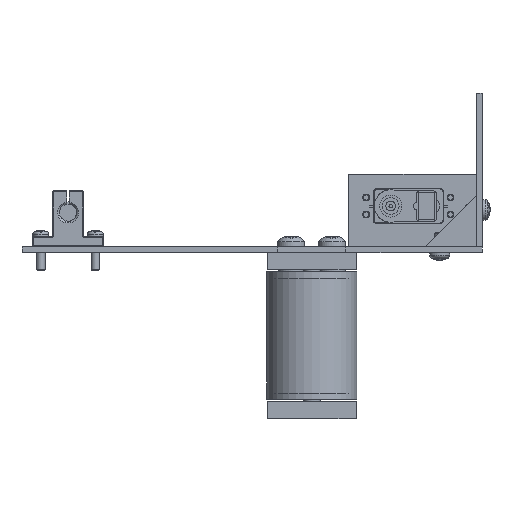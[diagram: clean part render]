
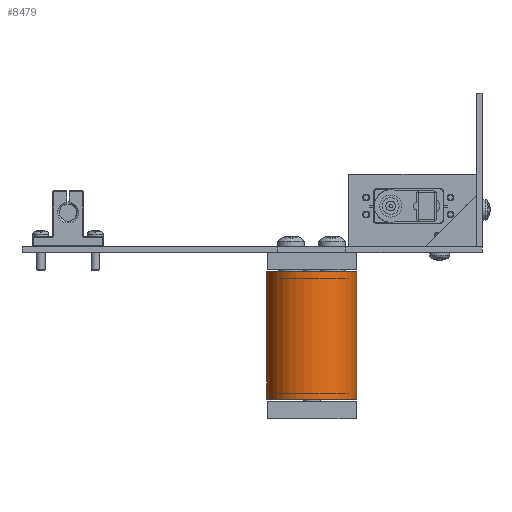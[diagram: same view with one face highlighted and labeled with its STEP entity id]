
A CAD part, left-side view. The second image highlights one B-rep face of the part: STEP entity #8479.
In plain terms, the highlighted cylindrical face has radius 26.5 mm (diameter 53 mm), a partial arc.
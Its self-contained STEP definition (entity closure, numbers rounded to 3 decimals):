
#817=FACE_OUTER_BOUND('',#1312,.T.);
#1312=EDGE_LOOP('',(#5810,#5811,#5812,#5813));
#1907=LINE('',#12986,#2606);
#1908=LINE('',#12989,#2607);
#2606=VECTOR('',#10318,10.);
#2607=VECTOR('',#10321,10.);
#3301=CIRCLE('',#9312,26.5);
#3302=CIRCLE('',#9313,26.5);
#3733=VERTEX_POINT('',#12982);
#3734=VERTEX_POINT('',#12983);
#3735=VERTEX_POINT('',#12985);
#3736=VERTEX_POINT('',#12987);
#4550=EDGE_CURVE('',#3733,#3734,#3301,.T.);
#4551=EDGE_CURVE('',#3734,#3735,#1907,.T.);
#4552=EDGE_CURVE('',#3736,#3735,#3302,.T.);
#4553=EDGE_CURVE('',#3733,#3736,#1908,.T.);
#5810=ORIENTED_EDGE('',*,*,#4550,.T.);
#5811=ORIENTED_EDGE('',*,*,#4551,.T.);
#5812=ORIENTED_EDGE('',*,*,#4552,.F.);
#5813=ORIENTED_EDGE('',*,*,#4553,.F.);
#8308=CYLINDRICAL_SURFACE('',#9311,26.5);
#8479=ADVANCED_FACE('',(#817),#8308,.T.);
#9311=AXIS2_PLACEMENT_3D('',#12981,#10314,#10315);
#9312=AXIS2_PLACEMENT_3D('',#12984,#10316,#10317);
#9313=AXIS2_PLACEMENT_3D('',#12988,#10319,#10320);
#10314=DIRECTION('center_axis',(0.,0.,1.));
#10315=DIRECTION('ref_axis',(0.,1.,0.));
#10316=DIRECTION('center_axis',(0.,0.,1.));
#10317=DIRECTION('ref_axis',(0.,1.,0.));
#10318=DIRECTION('',(0.,0.,1.));
#10319=DIRECTION('center_axis',(0.,0.,1.));
#10320=DIRECTION('ref_axis',(0.,1.,0.));
#10321=DIRECTION('',(0.,0.,1.));
#12981=CARTESIAN_POINT('Origin',(0.,0.,0.));
#12982=CARTESIAN_POINT('',(0.,26.5,0.));
#12983=CARTESIAN_POINT('',(0.,-26.5,0.));
#12984=CARTESIAN_POINT('Origin',(0.,0.,0.));
#12985=CARTESIAN_POINT('',(0.,-26.5,75.));
#12986=CARTESIAN_POINT('',(0.,-26.5,0.));
#12987=CARTESIAN_POINT('',(0.,26.5,75.));
#12988=CARTESIAN_POINT('Origin',(0.,0.,75.));
#12989=CARTESIAN_POINT('',(0.,26.5,0.));
